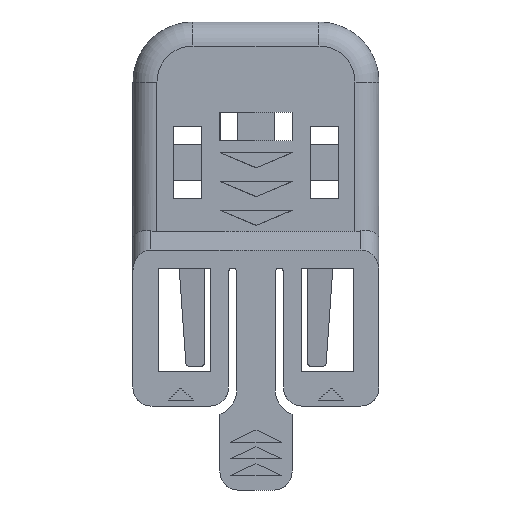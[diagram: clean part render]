
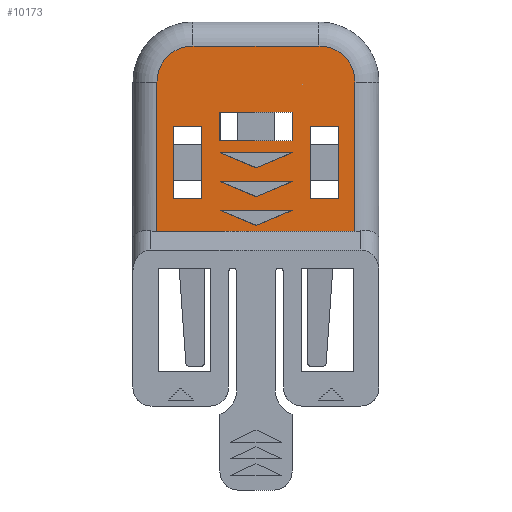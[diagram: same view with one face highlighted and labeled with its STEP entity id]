
A CAD part, left-side view. The second image highlights one B-rep face of the part: STEP entity #10173.
In plain terms, the highlighted planar face has unit normal (-1, 0, 0).
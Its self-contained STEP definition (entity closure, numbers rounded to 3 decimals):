
#9704=AXIS2_PLACEMENT_3D('Circle Axis2P3D',#9702,#9703,$) ;
#9745=AXIS2_PLACEMENT_3D('Circle Axis2P3D',#9743,#9744,$) ;
#10128=AXIS2_PLACEMENT_3D('Plane Axis2P3D',#10125,#10126,#10127) ;
#7319=CARTESIAN_POINT('Line Origine',(3.,15.95,30.3)) ;
#7323=CARTESIAN_POINT('Vertex',(3.,14.75,30.3)) ;
#7325=CARTESIAN_POINT('Vertex',(3.,17.15,30.3)) ;
#7350=CARTESIAN_POINT('Line Origine',(3.,17.15,27.3)) ;
#7354=CARTESIAN_POINT('Vertex',(3.,17.15,24.3)) ;
#7421=CARTESIAN_POINT('Line Origine',(3.,14.75,27.3)) ;
#7425=CARTESIAN_POINT('Vertex',(3.,14.75,24.3)) ;
#7465=CARTESIAN_POINT('Vertex',(3.,3.35,30.3)) ;
#7491=CARTESIAN_POINT('Vertex',(3.,3.35,24.3)) ;
#7494=CARTESIAN_POINT('Line Origine',(3.,3.35,27.3)) ;
#7510=CARTESIAN_POINT('Line Origine',(3.,4.55,30.3)) ;
#7514=CARTESIAN_POINT('Vertex',(3.,5.75,30.3)) ;
#7538=CARTESIAN_POINT('Vertex',(3.,5.75,24.3)) ;
#7560=CARTESIAN_POINT('Line Origine',(3.,5.75,27.3)) ;
#7597=CARTESIAN_POINT('Vertex',(3.,7.25,29.1)) ;
#7623=CARTESIAN_POINT('Vertex',(3.,13.25,29.1)) ;
#7626=CARTESIAN_POINT('Line Origine',(3.,10.25,29.1)) ;
#7671=CARTESIAN_POINT('Line Origine',(3.,10.25,31.5)) ;
#7675=CARTESIAN_POINT('Vertex',(3.,7.25,31.5)) ;
#7677=CARTESIAN_POINT('Vertex',(3.,13.25,31.5)) ;
#7718=CARTESIAN_POINT('Line Origine',(3.,13.25,30.3)) ;
#7752=CARTESIAN_POINT('Line Origine',(3.,4.55,24.3)) ;
#7786=CARTESIAN_POINT('Line Origine',(3.,7.25,30.3)) ;
#7810=CARTESIAN_POINT('Line Origine',(3.,15.95,24.3)) ;
#8545=CARTESIAN_POINT('Vertex',(3.,5.,37.)) ;
#8552=CARTESIAN_POINT('Vertex',(3.,15.5,37.)) ;
#8555=CARTESIAN_POINT('Line Origine',(3.,10.25,37.)) ;
#8559=CARTESIAN_POINT('Vertex',(3.,15.35,37.)) ;
#8562=CARTESIAN_POINT('Line Origine',(3.,10.25,37.)) ;
#8566=CARTESIAN_POINT('Vertex',(3.,5.15,37.)) ;
#8569=CARTESIAN_POINT('Line Origine',(3.,10.25,37.)) ;
#8592=CARTESIAN_POINT('Vertex',(3.,2.,34.)) ;
#8595=CARTESIAN_POINT('Line Origine',(3.,2.,28.944)) ;
#8599=CARTESIAN_POINT('Vertex',(3.,2.,21.559)) ;
#8744=CARTESIAN_POINT('Line Origine',(3.,18.5,28.944)) ;
#8748=CARTESIAN_POINT('Vertex',(3.,18.5,34.)) ;
#8750=CARTESIAN_POINT('Vertex',(3.,18.5,21.559)) ;
#9305=CARTESIAN_POINT('Line Origine',(3.,10.25,21.559)) ;
#9702=CARTESIAN_POINT('Axis2P3D Location',(3.,5.,34.)) ;
#9743=CARTESIAN_POINT('Axis2P3D Location',(3.,15.5,34.)) ;
#9783=CARTESIAN_POINT('Vertex',(3.,10.25,26.85)) ;
#9788=CARTESIAN_POINT('Line Origine',(3.,8.75,27.475)) ;
#9792=CARTESIAN_POINT('Vertex',(3.,7.25,28.1)) ;
#9823=CARTESIAN_POINT('Vertex',(3.,13.25,28.1)) ;
#9828=CARTESIAN_POINT('Line Origine',(3.,11.75,27.475)) ;
#9850=CARTESIAN_POINT('Line Origine',(3.,10.25,28.1)) ;
#9876=CARTESIAN_POINT('Vertex',(3.,10.25,24.45)) ;
#9881=CARTESIAN_POINT('Line Origine',(3.,8.75,25.075)) ;
#9885=CARTESIAN_POINT('Vertex',(3.,7.25,25.7)) ;
#9916=CARTESIAN_POINT('Vertex',(3.,13.25,25.7)) ;
#9921=CARTESIAN_POINT('Line Origine',(3.,11.75,25.075)) ;
#9943=CARTESIAN_POINT('Line Origine',(3.,10.25,25.7)) ;
#9969=CARTESIAN_POINT('Vertex',(3.,10.25,22.05)) ;
#9974=CARTESIAN_POINT('Line Origine',(3.,8.75,22.675)) ;
#9978=CARTESIAN_POINT('Vertex',(3.,7.25,23.3)) ;
#10009=CARTESIAN_POINT('Vertex',(3.,13.25,23.3)) ;
#10014=CARTESIAN_POINT('Line Origine',(3.,11.75,22.675)) ;
#10036=CARTESIAN_POINT('Line Origine',(3.,10.25,23.3)) ;
#10125=CARTESIAN_POINT('Axis2P3D Location',(3.,10.25,21.559)) ;
#7320=DIRECTION('Vector Direction',(0.,1.,0.)) ;
#7351=DIRECTION('Vector Direction',(0.,0.,-1.)) ;
#7422=DIRECTION('Vector Direction',(0.,0.,1.)) ;
#7495=DIRECTION('Vector Direction',(0.,0.,-1.)) ;
#7511=DIRECTION('Vector Direction',(0.,1.,0.)) ;
#7561=DIRECTION('Vector Direction',(0.,0.,1.)) ;
#7627=DIRECTION('Vector Direction',(0.,1.,0.)) ;
#7672=DIRECTION('Vector Direction',(0.,1.,0.)) ;
#7719=DIRECTION('Vector Direction',(0.,0.,-1.)) ;
#7753=DIRECTION('Vector Direction',(0.,-1.,0.)) ;
#7787=DIRECTION('Vector Direction',(0.,0.,-1.)) ;
#7811=DIRECTION('Vector Direction',(0.,-1.,0.)) ;
#8556=DIRECTION('Vector Direction',(0.,1.,0.)) ;
#8563=DIRECTION('Vector Direction',(0.,1.,0.)) ;
#8570=DIRECTION('Vector Direction',(0.,1.,0.)) ;
#8596=DIRECTION('Vector Direction',(0.,0.,1.)) ;
#8745=DIRECTION('Vector Direction',(0.,0.,1.)) ;
#9306=DIRECTION('Vector Direction',(0.,1.,0.)) ;
#9703=DIRECTION('Axis2P3D Direction',(-1.,0.,0.)) ;
#9744=DIRECTION('Axis2P3D Direction',(-1.,0.,0.)) ;
#9789=DIRECTION('Vector Direction',(0.,0.923,-0.385)) ;
#9829=DIRECTION('Vector Direction',(0.,0.923,0.385)) ;
#9851=DIRECTION('Vector Direction',(0.,-1.,0.)) ;
#9882=DIRECTION('Vector Direction',(0.,0.923,-0.385)) ;
#9922=DIRECTION('Vector Direction',(0.,0.923,0.385)) ;
#9944=DIRECTION('Vector Direction',(0.,-1.,0.)) ;
#9975=DIRECTION('Vector Direction',(0.,0.923,-0.385)) ;
#10015=DIRECTION('Vector Direction',(0.,0.923,0.385)) ;
#10037=DIRECTION('Vector Direction',(0.,-1.,0.)) ;
#10126=DIRECTION('Axis2P3D Direction',(-1.,0.,0.)) ;
#10127=DIRECTION('Axis2P3D XDirection',(0.,0.,1.)) ;
#7321=VECTOR('Line Direction',#7320,1.) ;
#7352=VECTOR('Line Direction',#7351,1.) ;
#7423=VECTOR('Line Direction',#7422,1.) ;
#7496=VECTOR('Line Direction',#7495,1.) ;
#7512=VECTOR('Line Direction',#7511,1.) ;
#7562=VECTOR('Line Direction',#7561,1.) ;
#7628=VECTOR('Line Direction',#7627,1.) ;
#7673=VECTOR('Line Direction',#7672,1.) ;
#7720=VECTOR('Line Direction',#7719,1.) ;
#7754=VECTOR('Line Direction',#7753,1.) ;
#7788=VECTOR('Line Direction',#7787,1.) ;
#7812=VECTOR('Line Direction',#7811,1.) ;
#8557=VECTOR('Line Direction',#8556,1.) ;
#8564=VECTOR('Line Direction',#8563,1.) ;
#8571=VECTOR('Line Direction',#8570,1.) ;
#8597=VECTOR('Line Direction',#8596,1.) ;
#8746=VECTOR('Line Direction',#8745,1.) ;
#9307=VECTOR('Line Direction',#9306,1.) ;
#9790=VECTOR('Line Direction',#9789,1.) ;
#9830=VECTOR('Line Direction',#9829,1.) ;
#9852=VECTOR('Line Direction',#9851,1.) ;
#9883=VECTOR('Line Direction',#9882,1.) ;
#9923=VECTOR('Line Direction',#9922,1.) ;
#9945=VECTOR('Line Direction',#9944,1.) ;
#9976=VECTOR('Line Direction',#9975,1.) ;
#10016=VECTOR('Line Direction',#10015,1.) ;
#10038=VECTOR('Line Direction',#10037,1.) ;
#10131=ORIENTED_EDGE('',*,*,#8568,.T.) ;
#10132=ORIENTED_EDGE('',*,*,#8561,.T.) ;
#10133=ORIENTED_EDGE('',*,*,#9747,.T.) ;
#10134=ORIENTED_EDGE('',*,*,#8752,.T.) ;
#10135=ORIENTED_EDGE('',*,*,#9309,.F.) ;
#10136=ORIENTED_EDGE('',*,*,#8601,.T.) ;
#10137=ORIENTED_EDGE('',*,*,#9706,.T.) ;
#10138=ORIENTED_EDGE('',*,*,#8573,.T.) ;
#10141=ORIENTED_EDGE('',*,*,#10040,.F.) ;
#10142=ORIENTED_EDGE('',*,*,#9980,.F.) ;
#10143=ORIENTED_EDGE('',*,*,#10018,.F.) ;
#10146=ORIENTED_EDGE('',*,*,#7327,.F.) ;
#10147=ORIENTED_EDGE('',*,*,#7427,.F.) ;
#10148=ORIENTED_EDGE('',*,*,#7814,.F.) ;
#10149=ORIENTED_EDGE('',*,*,#7356,.F.) ;
#10152=ORIENTED_EDGE('',*,*,#7756,.F.) ;
#10153=ORIENTED_EDGE('',*,*,#7564,.T.) ;
#10154=ORIENTED_EDGE('',*,*,#7516,.F.) ;
#10155=ORIENTED_EDGE('',*,*,#7498,.T.) ;
#10158=ORIENTED_EDGE('',*,*,#7630,.T.) ;
#10159=ORIENTED_EDGE('',*,*,#7722,.F.) ;
#10160=ORIENTED_EDGE('',*,*,#7679,.F.) ;
#10161=ORIENTED_EDGE('',*,*,#7790,.T.) ;
#10164=ORIENTED_EDGE('',*,*,#9832,.F.) ;
#10165=ORIENTED_EDGE('',*,*,#9854,.F.) ;
#10166=ORIENTED_EDGE('',*,*,#9794,.F.) ;
#10169=ORIENTED_EDGE('',*,*,#9887,.F.) ;
#10170=ORIENTED_EDGE('',*,*,#9925,.F.) ;
#10171=ORIENTED_EDGE('',*,*,#9947,.F.) ;
#10144=FACE_BOUND('',#10140,.T.) ;
#10150=FACE_BOUND('',#10145,.T.) ;
#10156=FACE_BOUND('',#10151,.T.) ;
#10162=FACE_BOUND('',#10157,.T.) ;
#10167=FACE_BOUND('',#10163,.T.) ;
#10172=FACE_BOUND('',#10168,.T.) ;
#10173=ADVANCED_FACE('RSV_1.6_ZE_4',(#10139,#10144,#10150,#10156,#10162,#10167,#10172),#10129,.T.) ;
#9705=CIRCLE('generated circle',#9704,3.) ;
#9746=CIRCLE('generated circle',#9745,3.) ;
#7327=EDGE_CURVE('',#7324,#7326,#7322,.T.) ;
#7356=EDGE_CURVE('',#7326,#7355,#7353,.T.) ;
#7427=EDGE_CURVE('',#7426,#7324,#7424,.T.) ;
#7498=EDGE_CURVE('',#7466,#7492,#7497,.T.) ;
#7516=EDGE_CURVE('',#7466,#7515,#7513,.T.) ;
#7564=EDGE_CURVE('',#7539,#7515,#7563,.T.) ;
#7630=EDGE_CURVE('',#7598,#7624,#7629,.T.) ;
#7679=EDGE_CURVE('',#7676,#7678,#7674,.T.) ;
#7722=EDGE_CURVE('',#7678,#7624,#7721,.T.) ;
#7756=EDGE_CURVE('',#7539,#7492,#7755,.T.) ;
#7790=EDGE_CURVE('',#7676,#7598,#7789,.T.) ;
#7814=EDGE_CURVE('',#7355,#7426,#7813,.T.) ;
#8561=EDGE_CURVE('',#8560,#8553,#8558,.T.) ;
#8568=EDGE_CURVE('',#8567,#8560,#8565,.T.) ;
#8573=EDGE_CURVE('',#8546,#8567,#8572,.T.) ;
#8601=EDGE_CURVE('',#8600,#8593,#8598,.T.) ;
#8752=EDGE_CURVE('',#8749,#8751,#8747,.F.) ;
#9309=EDGE_CURVE('',#8600,#8751,#9308,.T.) ;
#9706=EDGE_CURVE('',#8593,#8546,#9705,.T.) ;
#9747=EDGE_CURVE('',#8553,#8749,#9746,.T.) ;
#9794=EDGE_CURVE('',#9784,#9793,#9791,.F.) ;
#9832=EDGE_CURVE('',#9824,#9784,#9831,.F.) ;
#9854=EDGE_CURVE('',#9793,#9824,#9853,.F.) ;
#9887=EDGE_CURVE('',#9877,#9886,#9884,.F.) ;
#9925=EDGE_CURVE('',#9917,#9877,#9924,.F.) ;
#9947=EDGE_CURVE('',#9886,#9917,#9946,.F.) ;
#9980=EDGE_CURVE('',#9970,#9979,#9977,.F.) ;
#10018=EDGE_CURVE('',#10010,#9970,#10017,.F.) ;
#10040=EDGE_CURVE('',#9979,#10010,#10039,.F.) ;
#10130=EDGE_LOOP('',(#10131,#10132,#10133,#10134,#10135,#10136,#10137,#10138)) ;
#10140=EDGE_LOOP('',(#10141,#10142,#10143)) ;
#10145=EDGE_LOOP('',(#10146,#10147,#10148,#10149)) ;
#10151=EDGE_LOOP('',(#10152,#10153,#10154,#10155)) ;
#10157=EDGE_LOOP('',(#10158,#10159,#10160,#10161)) ;
#10163=EDGE_LOOP('',(#10164,#10165,#10166)) ;
#10168=EDGE_LOOP('',(#10169,#10170,#10171)) ;
#10139=FACE_OUTER_BOUND('',#10130,.T.) ;
#7322=LINE('Line',#7319,#7321) ;
#7353=LINE('Line',#7350,#7352) ;
#7424=LINE('Line',#7421,#7423) ;
#7497=LINE('Line',#7494,#7496) ;
#7513=LINE('Line',#7510,#7512) ;
#7563=LINE('Line',#7560,#7562) ;
#7629=LINE('Line',#7626,#7628) ;
#7674=LINE('Line',#7671,#7673) ;
#7721=LINE('Line',#7718,#7720) ;
#7755=LINE('Line',#7752,#7754) ;
#7789=LINE('Line',#7786,#7788) ;
#7813=LINE('Line',#7810,#7812) ;
#8558=LINE('Line',#8555,#8557) ;
#8565=LINE('Line',#8562,#8564) ;
#8572=LINE('Line',#8569,#8571) ;
#8598=LINE('Line',#8595,#8597) ;
#8747=LINE('Line',#8744,#8746) ;
#9308=LINE('Line',#9305,#9307) ;
#9791=LINE('Line',#9788,#9790) ;
#9831=LINE('Line',#9828,#9830) ;
#9853=LINE('Line',#9850,#9852) ;
#9884=LINE('Line',#9881,#9883) ;
#9924=LINE('Line',#9921,#9923) ;
#9946=LINE('Line',#9943,#9945) ;
#9977=LINE('Line',#9974,#9976) ;
#10017=LINE('Line',#10014,#10016) ;
#10039=LINE('Line',#10036,#10038) ;
#10129=PLANE('',#10128) ;
#7324=VERTEX_POINT('',#7323) ;
#7326=VERTEX_POINT('',#7325) ;
#7355=VERTEX_POINT('',#7354) ;
#7426=VERTEX_POINT('',#7425) ;
#7466=VERTEX_POINT('',#7465) ;
#7492=VERTEX_POINT('',#7491) ;
#7515=VERTEX_POINT('',#7514) ;
#7539=VERTEX_POINT('',#7538) ;
#7598=VERTEX_POINT('',#7597) ;
#7624=VERTEX_POINT('',#7623) ;
#7676=VERTEX_POINT('',#7675) ;
#7678=VERTEX_POINT('',#7677) ;
#8546=VERTEX_POINT('',#8545) ;
#8553=VERTEX_POINT('',#8552) ;
#8560=VERTEX_POINT('',#8559) ;
#8567=VERTEX_POINT('',#8566) ;
#8593=VERTEX_POINT('',#8592) ;
#8600=VERTEX_POINT('',#8599) ;
#8749=VERTEX_POINT('',#8748) ;
#8751=VERTEX_POINT('',#8750) ;
#9784=VERTEX_POINT('',#9783) ;
#9793=VERTEX_POINT('',#9792) ;
#9824=VERTEX_POINT('',#9823) ;
#9877=VERTEX_POINT('',#9876) ;
#9886=VERTEX_POINT('',#9885) ;
#9917=VERTEX_POINT('',#9916) ;
#9970=VERTEX_POINT('',#9969) ;
#9979=VERTEX_POINT('',#9978) ;
#10010=VERTEX_POINT('',#10009) ;
